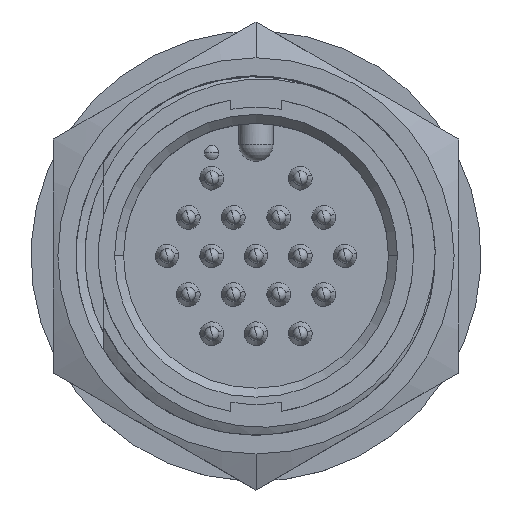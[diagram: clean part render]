
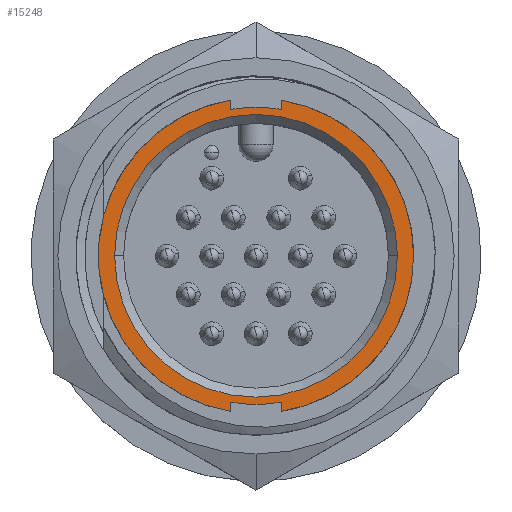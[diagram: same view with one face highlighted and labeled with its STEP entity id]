
A CAD part, top view. The second image highlights one B-rep face of the part: STEP entity #15248.
In plain terms, the highlighted planar face has unit normal (0, 0, 1).
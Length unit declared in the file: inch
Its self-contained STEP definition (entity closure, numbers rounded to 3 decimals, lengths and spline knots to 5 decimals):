
#25 = AXIS2_PLACEMENT_3D ( 'NONE', #3495, #3514, #3515 ) ;
#30 = VECTOR ( 'NONE', #3523, 39.37008 ) ;
#38 = AXIS2_PLACEMENT_3D ( 'NONE', #3536, #3537, #3538 ) ;
#39 = VECTOR ( 'NONE', #3504, 39.37008 ) ;
#45 = AXIS2_PLACEMENT_3D ( 'NONE', #3517, #3524, #3525 ) ;
#51 = AXIS2_PLACEMENT_3D ( 'NONE', #3526, #3533, #3535 ) ;
#76 = VECTOR ( 'NONE', #3507, 39.37008 ) ;
#97 = VECTOR ( 'NONE', #3529, 39.37008 ) ;
#175 = VERTEX_POINT ( 'NONE', #2204 ) ;
#176 = VERTEX_POINT ( 'NONE', #2205 ) ;
#180 = VERTEX_POINT ( 'NONE', #2209 ) ;
#181 = VERTEX_POINT ( 'NONE', #2210 ) ;
#197 = VERTEX_POINT ( 'NONE', #2226 ) ;
#198 = VERTEX_POINT ( 'NONE', #2227 ) ;
#226 = VERTEX_POINT ( 'NONE', #2255 ) ;
#227 = VERTEX_POINT ( 'NONE', #2256 ) ;
#228 = VERTEX_POINT ( 'NONE', #2257 ) ;
#229 = VERTEX_POINT ( 'NONE', #2258 ) ;
#230 = VERTEX_POINT ( 'NONE', #2259 ) ;
#772 = ORIENTED_EDGE ( 'NONE', *, *, #14939, .T. ) ;
#773 = ORIENTED_EDGE ( 'NONE', *, *, #14916, .T. ) ;
#774 = ORIENTED_EDGE ( 'NONE', *, *, #14996, .T. ) ;
#775 = ORIENTED_EDGE ( 'NONE', *, *, #14995, .T. ) ;
#776 = ORIENTED_EDGE ( 'NONE', *, *, #14922, .T. ) ;
#777 = ORIENTED_EDGE ( 'NONE', *, *, #14993, .T. ) ;
#778 = ORIENTED_EDGE ( 'NONE', *, *, #14991, .T. ) ;
#779 = ORIENTED_EDGE ( 'NONE', *, *, #14989, .T. ) ;
#780 = ORIENTED_EDGE ( 'NONE', *, *, #14986, .T. ) ;
#781 = ORIENTED_EDGE ( 'NONE', *, *, #14992, .T. ) ;
#782 = ORIENTED_EDGE ( 'NONE', *, *, #14985, .T. ) ;
#1675 = EDGE_LOOP ( 'NONE', ( #776, #775, #777, #772, #778, #779, #780, #781, #782 ) ) ;
#1689 = EDGE_LOOP ( 'NONE', ( #773, #774 ) ) ;
#2204 = CARTESIAN_POINT ( 'NONE',  ( -0.3925, 0., 0.665 ) ) ;
#2205 = CARTESIAN_POINT ( 'NONE',  ( 0.3925, 0., 0.665 ) ) ;
#2209 = CARTESIAN_POINT ( 'NONE',  ( 0.4375, 0., 0.665 ) ) ;
#2210 = CARTESIAN_POINT ( 'NONE',  ( 0.07, -0.43186, 0.665 ) ) ;
#2226 = CARTESIAN_POINT ( 'NONE',  ( -0.07, 0.40652, 0.665 ) ) ;
#2227 = CARTESIAN_POINT ( 'NONE',  ( 0.07, 0.40652, 0.665 ) ) ;
#2255 = CARTESIAN_POINT ( 'NONE',  ( 0.07, -0.40652, 0.665 ) ) ;
#2256 = CARTESIAN_POINT ( 'NONE',  ( -0.07, -0.40652, 0.665 ) ) ;
#2257 = CARTESIAN_POINT ( 'NONE',  ( -0.07, -0.43186, 0.665 ) ) ;
#2258 = CARTESIAN_POINT ( 'NONE',  ( -0.07, 0.43186, 0.665 ) ) ;
#2259 = CARTESIAN_POINT ( 'NONE',  ( 0.07, 0.43186, 0.665 ) ) ;
#3202 = CARTESIAN_POINT ( 'NONE',  ( 0., 0., 0.665 ) ) ;
#3209 = DIRECTION ( 'NONE',  ( 0., 0., -1. ) ) ;
#3210 = DIRECTION ( 'NONE',  ( 1., 0., 0. ) ) ;
#3227 = CARTESIAN_POINT ( 'NONE',  ( 0., 0., 0.665 ) ) ;
#3228 = DIRECTION ( 'NONE',  ( 0., 0., 1. ) ) ;
#3229 = DIRECTION ( 'NONE',  ( 1., 0., 0. ) ) ;
#3279 = CARTESIAN_POINT ( 'NONE',  ( 0., 0., 0.665 ) ) ;
#3283 = DIRECTION ( 'NONE',  ( 0., 0., 1. ) ) ;
#3284 = DIRECTION ( 'NONE',  ( 1., 0., 0. ) ) ;
#3495 = CARTESIAN_POINT ( 'NONE',  ( 0., 0., 0.665 ) ) ;
#3502 = LINE ( 'NONE', #3503, #39 ) ;
#3503 = CARTESIAN_POINT ( 'NONE',  ( 0.07, -0.40398, 0.665 ) ) ;
#3504 = DIRECTION ( 'NONE',  ( 0., -1., 0. ) ) ;
#3505 = LINE ( 'NONE', #3506, #76 ) ;
#3506 = CARTESIAN_POINT ( 'NONE',  ( -0.07, -0.40398, 0.665 ) ) ;
#3507 = DIRECTION ( 'NONE',  ( 0., 1., 0. ) ) ;
#3514 = DIRECTION ( 'NONE',  ( 0., 0., 1. ) ) ;
#3515 = DIRECTION ( 'NONE',  ( 1., 0., 0. ) ) ;
#3517 = CARTESIAN_POINT ( 'NONE',  ( 0., 0., 0.665 ) ) ;
#3521 = LINE ( 'NONE', #3522, #30 ) ;
#3522 = CARTESIAN_POINT ( 'NONE',  ( -0.07, 0.43186, 0.665 ) ) ;
#3523 = DIRECTION ( 'NONE',  ( 0., 1., 0. ) ) ;
#3524 = DIRECTION ( 'NONE',  ( 0., 0., 1. ) ) ;
#3525 = DIRECTION ( 'NONE',  ( 1., 0., 0. ) ) ;
#3526 = CARTESIAN_POINT ( 'NONE',  ( 0., 0., 0.665 ) ) ;
#3527 = LINE ( 'NONE', #3528, #97 ) ;
#3528 = CARTESIAN_POINT ( 'NONE',  ( 0.07, 0.43186, 0.665 ) ) ;
#3529 = DIRECTION ( 'NONE',  ( 0., -1., 0. ) ) ;
#3533 = DIRECTION ( 'NONE',  ( 0., 0., 1. ) ) ;
#3535 = DIRECTION ( 'NONE',  ( 1., 0., 0. ) ) ;
#3536 = CARTESIAN_POINT ( 'NONE',  ( 0., 0., 0.665 ) ) ;
#3537 = DIRECTION ( 'NONE',  ( 0., 0., -1. ) ) ;
#3538 = DIRECTION ( 'NONE',  ( 1., 0., 0. ) ) ;
#4922 = PLANE ( 'NONE',  #16261 ) ;
#4923 = CARTESIAN_POINT ( 'NONE',  ( 0., 0., 0.665 ) ) ;
#4924 = DIRECTION ( 'NONE',  ( 0., 0., 1. ) ) ;
#4925 = DIRECTION ( 'NONE',  ( 1., 0., 0. ) ) ;
#14916 = EDGE_CURVE ( 'NONE', #176, #175, #15839, .T. ) ;
#14922 = EDGE_CURVE ( 'NONE', #181, #180, #15842, .T. ) ;
#14939 = EDGE_CURVE ( 'NONE', #198, #197, #15847, .T. ) ;
#14985 = EDGE_CURVE ( 'NONE', #226, #181, #3502, .T. ) ;
#14986 = EDGE_CURVE ( 'NONE', #228, #227, #3505, .T. ) ;
#14989 = EDGE_CURVE ( 'NONE', #229, #228, #15915, .T. ) ;
#14991 = EDGE_CURVE ( 'NONE', #197, #229, #3521, .T. ) ;
#14992 = EDGE_CURVE ( 'NONE', #227, #226, #15916, .T. ) ;
#14993 = EDGE_CURVE ( 'NONE', #230, #198, #3527, .T. ) ;
#14995 = EDGE_CURVE ( 'NONE', #180, #230, #15917, .T. ) ;
#14996 = EDGE_CURVE ( 'NONE', #175, #176, #15918, .T. ) ;
#15248 = ADVANCED_FACE ( 'NONE', ( #16264, #16269 ), #4922, .T. ) ;
#15839 = CIRCLE ( 'NONE', #16808, 0.3925 ) ;
#15842 = CIRCLE ( 'NONE', #16812, 0.4375 ) ;
#15847 = CIRCLE ( 'NONE', #16826, 0.4125 ) ;
#15915 = CIRCLE ( 'NONE', #25, 0.4375 ) ;
#15916 = CIRCLE ( 'NONE', #45, 0.4125 ) ;
#15917 = CIRCLE ( 'NONE', #51, 0.4375 ) ;
#15918 = CIRCLE ( 'NONE', #38, 0.3925 ) ;
#16261 = AXIS2_PLACEMENT_3D ( 'NONE', #4923, #4924, #4925 ) ;
#16264 = FACE_BOUND ( 'NONE', #1689, .T. ) ;
#16269 = FACE_OUTER_BOUND ( 'NONE', #1675, .T. ) ;
#16808 = AXIS2_PLACEMENT_3D ( 'NONE', #3202, #3209, #3210 ) ;
#16812 = AXIS2_PLACEMENT_3D ( 'NONE', #3227, #3228, #3229 ) ;
#16826 = AXIS2_PLACEMENT_3D ( 'NONE', #3279, #3283, #3284 ) ;
